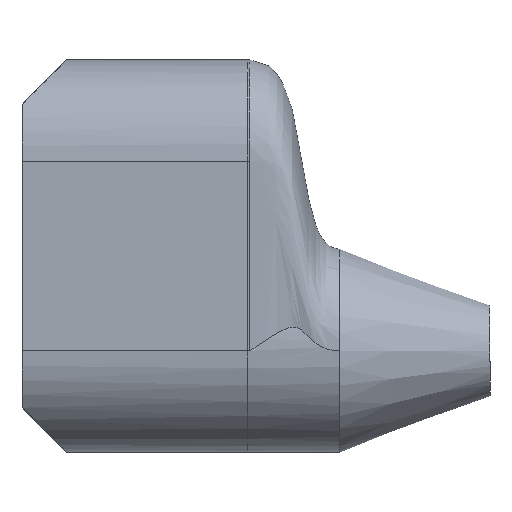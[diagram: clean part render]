
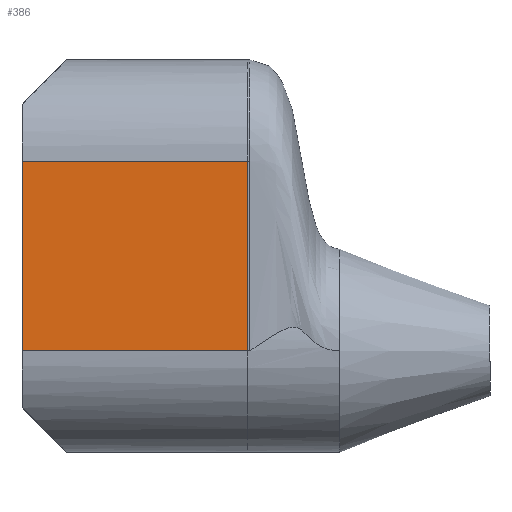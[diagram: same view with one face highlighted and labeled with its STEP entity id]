
A CAD part, left-side view. The second image highlights one B-rep face of the part: STEP entity #386.
In plain terms, the highlighted planar face has unit normal (-1, 0, 0).
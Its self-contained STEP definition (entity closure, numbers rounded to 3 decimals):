
#222=PLANE('',#1619);
#254=FACE_OUTER_BOUND('',#628,.T.);
#300=LINE('',#2157,#336);
#304=LINE('',#2176,#340);
#306=LINE('',#2180,#342);
#308=LINE('',#2191,#344);
#336=VECTOR('',#1789,1.);
#340=VECTOR('',#1805,1.);
#342=VECTOR('',#1811,1.);
#344=VECTOR('',#1823,1.);
#386=ADVANCED_FACE('',(#254),#222,.F.);
#628=EDGE_LOOP('',(#818,#819,#820,#821));
#818=ORIENTED_EDGE('',*,*,#1319,.T.);
#819=ORIENTED_EDGE('',*,*,#1328,.F.);
#820=ORIENTED_EDGE('',*,*,#1337,.F.);
#821=ORIENTED_EDGE('',*,*,#1331,.T.);
#1174=VERTEX_POINT('',#2156);
#1175=VERTEX_POINT('',#2158);
#1182=VERTEX_POINT('',#2174);
#1184=VERTEX_POINT('',#2181);
#1319=EDGE_CURVE('',#1175,#1174,#300,.T.);
#1328=EDGE_CURVE('',#1182,#1174,#304,.T.);
#1331=EDGE_CURVE('',#1184,#1175,#306,.T.);
#1337=EDGE_CURVE('',#1184,#1182,#308,.T.);
#1619=AXIS2_PLACEMENT_3D('',#2198,#1835,#1836);
#1789=DIRECTION('',(0.,0.,-1.));
#1805=DIRECTION('',(0.,1.,0.));
#1811=DIRECTION('',(0.,1.,0.));
#1823=DIRECTION('',(0.,0.,-1.));
#1835=DIRECTION('',(1.,0.,0.));
#1836=DIRECTION('',(0.,0.,-1.));
#2156=CARTESIAN_POINT('',(-225.,499.425,-420.));
#2157=CARTESIAN_POINT('',(-225.,499.425,0.));
#2158=CARTESIAN_POINT('',(-225.,499.425,0.));
#2174=CARTESIAN_POINT('',(-225.,-0.575,-420.));
#2176=CARTESIAN_POINT('',(-225.,-0.575,-420.));
#2180=CARTESIAN_POINT('',(-225.,-0.575,0.));
#2181=CARTESIAN_POINT('',(-225.,-0.575,0.));
#2191=CARTESIAN_POINT('',(-225.,-0.575,0.));
#2198=CARTESIAN_POINT('',(-225.,-0.575,0.));
